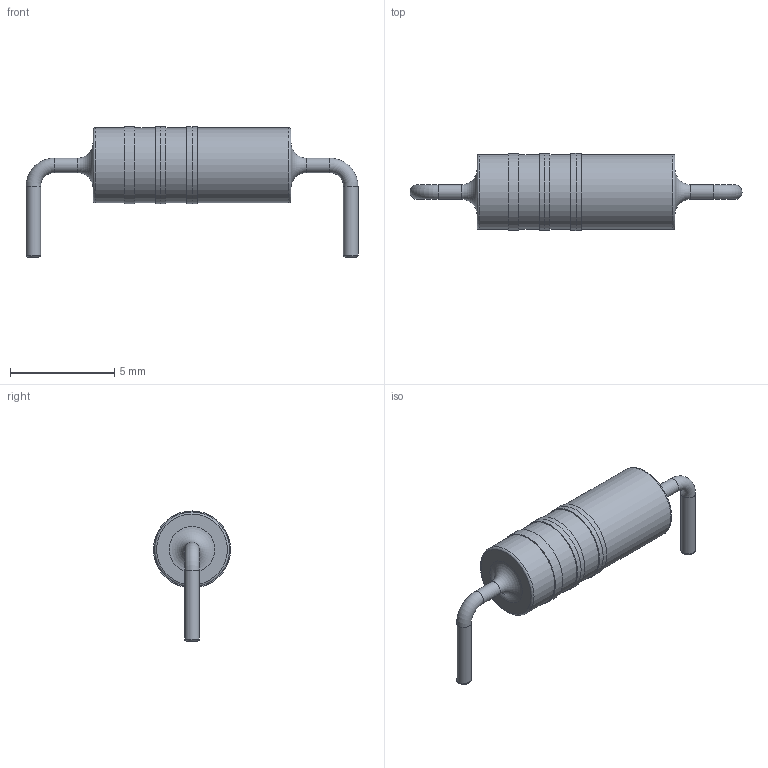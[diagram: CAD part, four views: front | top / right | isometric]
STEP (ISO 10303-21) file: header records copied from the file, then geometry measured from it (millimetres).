
FILE_DESCRIPTION(('FreeCAD Model'),'2;1');
FILE_NAME('Fusion001.step','2019-04-23T10:52:35',('kicad StepUp'),('ksu MCAD'), 'Open CASCADE STEP processor 7.2','FreeCAD','Unknown');
FILE_SCHEMA(('AUTOMOTIVE_DESIGN { 1 0 10303 214 1 1 1 1 }'));
Length unit declared in the file: millimetre
Products named in the file (1): Fusion001
Bounding box: 15.94 x 3.7 x 6.25 mm (x, y, z)
Volume: 103.6 mm3; surface area: 159.7 mm2
Topology: 1 solids, 1 shells, 31 faces, 51 edges, 30 vertices
Faces by surface type: cylinder 13, plane 10, torus 8
Full cylindrical faces by diameter (mm): 0.7 x4, 3.6 x4, 3.7 x5
Entity records: 957 total; most frequent: DIRECTION 153, CARTESIAN_POINT 113, ORIENTED_EDGE 102, AXIS2_PLACEMENT_3D 70, EDGE_CURVE 51, FACE_BOUND 39, EDGE_LOOP 39, CIRCLE 38
